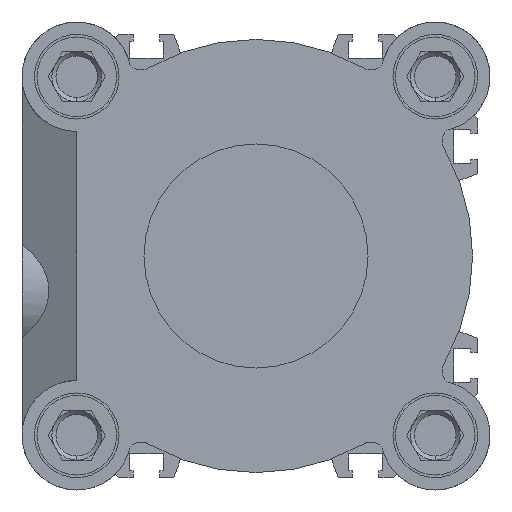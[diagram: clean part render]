
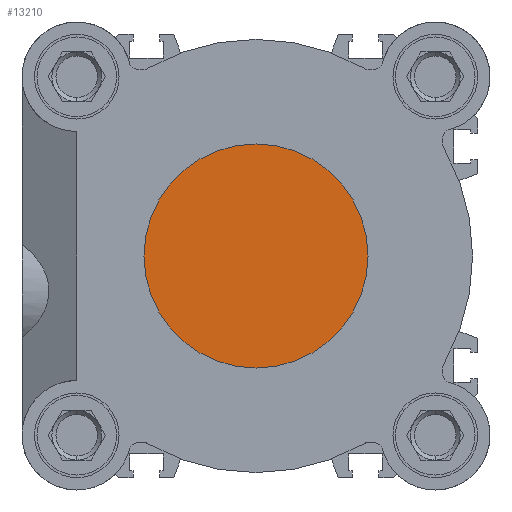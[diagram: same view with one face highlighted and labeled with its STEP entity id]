
A CAD part, left-side view. The second image highlights one B-rep face of the part: STEP entity #13210.
In plain terms, the highlighted face is planar.
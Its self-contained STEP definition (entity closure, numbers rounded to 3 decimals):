
#13194=CARTESIAN_POINT('',(42.,22.5,0.));
#13195=DIRECTION('',(-1.,0.,0.));
#13196=DIRECTION('',(0.,0.,1.));
#13197=AXIS2_PLACEMENT_3D('',#13194,#13195,#13196);
#13198=PLANE('',#13197);
#13199=CARTESIAN_POINT('',(42.,-0.,-22.5));
#13200=VERTEX_POINT('',#13199);
#13201=CARTESIAN_POINT('',(42.,0.,0.));
#13202=DIRECTION('',(1.,0.,0.));
#13203=DIRECTION('',(0.,0.,-1.));
#13204=AXIS2_PLACEMENT_3D('',#13201,#13202,#13203);
#13205=CIRCLE('',#13204,22.5);
#13206=EDGE_CURVE('',#13200,#13200,#13205,.T.);
#13207=ORIENTED_EDGE('',*,*,#13206,.T.);
#13208=EDGE_LOOP('',(#13207));
#13209=FACE_BOUND('',#13208,.T.);
#13210=ADVANCED_FACE('',(#13209),#13198,.F.);
